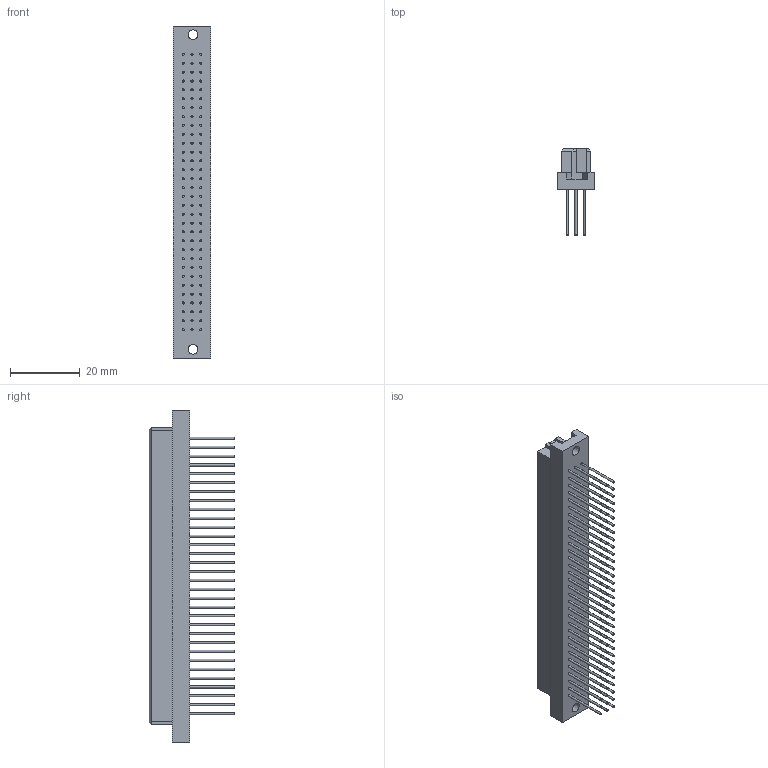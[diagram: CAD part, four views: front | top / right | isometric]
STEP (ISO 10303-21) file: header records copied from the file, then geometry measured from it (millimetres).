
FILE_DESCRIPTION(/* description */ (''),/* implementation_level */ '2;1');
FILE_NAME(/* name */ '100083162ugm000_b.stp',/* time_stamp */ '2015-05-04T13:20:04+02:00',/* author */ (''),/* organization */ (''),/* preprocessor_version */ 'ST-DEVELOPER v15',/* originating_system */ 'SIEMENS PLM Software NX 8.5',/* authorisation */ '');
FILE_SCHEMA (('AUTOMOTIVE_DESIGN { 1 0 10303 214 3 1 1 1 }'));
Length unit declared in the file: millimetre
Products named in the file (1): 100083162ugm000_b
Bounding box: 10.6 x 24.6 x 95 mm (x, y, z)
Volume: 9744.7 mm3; surface area: 6838.2 mm2
Topology: 1 solids, 1 shells, 718 faces, 1580 edges, 1100 vertices
Faces by surface type: plane 620, cylinder 98
Full cylindrical faces by diameter (mm): 0.6 x96, 2.8 x2
Entity records: 20547 total; most frequent: CARTESIAN_POINT 3269, DIRECTION 3116, ORIENTED_EDGE 2932, EDGE_CURVE 1466, LINE 1286, VECTOR 1286, VERTEX_POINT 1040, EDGE_LOOP 1012
